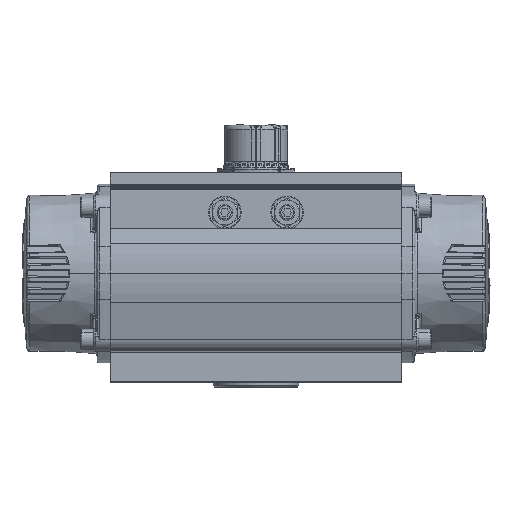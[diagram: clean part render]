
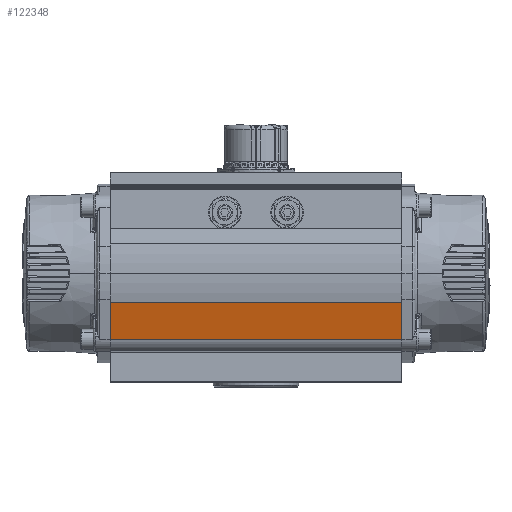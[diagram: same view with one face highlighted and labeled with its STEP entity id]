
A CAD part, top view. The second image highlights one B-rep face of the part: STEP entity #122348.
In plain terms, the highlighted face is planar.
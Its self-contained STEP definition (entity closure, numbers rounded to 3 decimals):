
#4781 = CARTESIAN_POINT ( 'NONE',  ( -26.514, -93.823, -55.014 ) ) ;
#4933 = DIRECTION ( 'NONE',  ( 0., 1., 0. ) ) ;
#4934 = VECTOR ( 'NONE', #4933, 1000. ) ;
#4938 = CARTESIAN_POINT ( 'NONE',  ( -26.514, -0.323, -55.014 ) ) ;
#4939 = LINE ( 'NONE', #4938, #4934 ) ;
#5376 = DIRECTION ( 'NONE',  ( -0.232, 0., 0.973 ) ) ;
#5377 = VECTOR ( 'NONE', #5376, 1000. ) ;
#5378 = CARTESIAN_POINT ( 'NONE',  ( -26.514, -93.823, -55.014 ) ) ;
#5383 = LINE ( 'NONE', #5378, #5377 ) ;
#25596 = CARTESIAN_POINT ( 'NONE',  ( -32.171, -93.823, -31.272 ) ) ;
#25610 = CARTESIAN_POINT ( 'NONE',  ( -32.171, 93.177, -31.272 ) ) ;
#44209 = CARTESIAN_POINT ( 'NONE',  ( -26.514, 93.177, -55.014 ) ) ;
#46152 = DIRECTION ( 'NONE',  ( 0., 1., 0. ) ) ;
#46153 = VECTOR ( 'NONE', #46152, 1000. ) ;
#46154 = CARTESIAN_POINT ( 'NONE',  ( -32.171, -0.323, -31.272 ) ) ;
#46155 = LINE ( 'NONE', #46154, #46153 ) ;
#46395 = PLANE ( 'NONE',  #46455 ) ;
#46401 = FACE_OUTER_BOUND ( 'NONE', #120460, .T. ) ;
#46412 = DIRECTION ( 'NONE',  ( 0.232, 0., -0.973 ) ) ;
#46413 = VECTOR ( 'NONE', #46412, 1000. ) ;
#46414 = CARTESIAN_POINT ( 'NONE',  ( -32.171, 93.177, -31.272 ) ) ;
#46415 = LINE ( 'NONE', #46414, #46413 ) ;
#46455 = AXIS2_PLACEMENT_3D ( 'NONE', #46522, #46519, #46518 ) ;
#46518 = DIRECTION ( 'NONE',  ( -0.232, 0., 0.973 ) ) ;
#46519 = DIRECTION ( 'NONE',  ( -0.973, 0., -0.232 ) ) ;
#46522 = CARTESIAN_POINT ( 'NONE',  ( -26.514, -0.323, -55.014 ) ) ;
#93242 = ORIENTED_EDGE ( 'NONE', *, *, #121881, .T. ) ;
#93975 = VERTEX_POINT ( 'NONE', #4781 ) ;
#94846 = EDGE_CURVE ( 'NONE', #93975, #116473, #4939, .T. ) ;
#94847 = ORIENTED_EDGE ( 'NONE', *, *, #94846, .F. ) ;
#94861 = ORIENTED_EDGE ( 'NONE', *, *, #97015, .T. ) ;
#97015 = EDGE_CURVE ( 'NONE', #93975, #120462, #5383, .T. ) ;
#116473 = VERTEX_POINT ( 'NONE', #44209 ) ;
#120081 = VERTEX_POINT ( 'NONE', #25610 ) ;
#120460 = EDGE_LOOP ( 'NONE', ( #122352, #94847, #94861, #93242 ) ) ;
#120462 = VERTEX_POINT ( 'NONE', #25596 ) ;
#121881 = EDGE_CURVE ( 'NONE', #120462, #120081, #46155, .T. ) ;
#122323 = EDGE_CURVE ( 'NONE', #120081, #116473, #46415, .T. ) ;
#122348 = ADVANCED_FACE ( 'NONE', ( #46401 ), #46395, .T. ) ;
#122352 = ORIENTED_EDGE ( 'NONE', *, *, #122323, .T. ) ;
